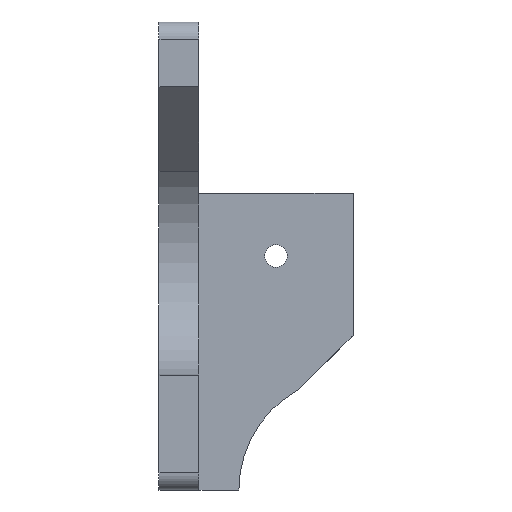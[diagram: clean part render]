
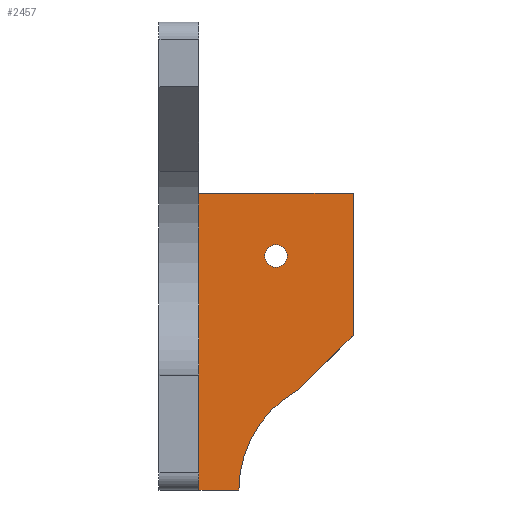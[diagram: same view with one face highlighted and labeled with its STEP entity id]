
A CAD part, left-side view. The second image highlights one B-rep face of the part: STEP entity #2457.
In plain terms, the highlighted planar face has unit normal (-1, 0, 0).
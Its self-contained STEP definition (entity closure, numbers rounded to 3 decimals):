
#111 = PLANE('',#112);
#112 = AXIS2_PLACEMENT_3D('',#113,#114,#115);
#113 = CARTESIAN_POINT('',(0.,3.,7.));
#114 = DIRECTION('',(0.,0.,1.));
#115 = DIRECTION('',(1.,0.,0.));
#273 = PLANE('',#274);
#274 = AXIS2_PLACEMENT_3D('',#275,#276,#277);
#275 = CARTESIAN_POINT('',(79.,0.,0.));
#276 = DIRECTION('',(0.,1.,0.));
#277 = DIRECTION('',(0.,0.,1.));
#796 = VERTEX_POINT('',#797);
#797 = CARTESIAN_POINT('',(27.5,0.,7.));
#818 = EDGE_CURVE('',#796,#819,#821,.T.);
#819 = VERTEX_POINT('',#820);
#820 = CARTESIAN_POINT('',(27.5,52.,7.));
#821 = SURFACE_CURVE('',#822,(#826,#833),.PCURVE_S1.);
#822 = LINE('',#823,#824);
#823 = CARTESIAN_POINT('',(27.5,0.,7.));
#824 = VECTOR('',#825,1.);
#825 = DIRECTION('',(0.,1.,0.));
#826 = PCURVE('',#111,#827);
#827 = DEFINITIONAL_REPRESENTATION('',(#828),#832);
#828 = LINE('',#829,#830);
#829 = CARTESIAN_POINT('',(27.5,-3.));
#830 = VECTOR('',#831,1.);
#831 = DIRECTION('',(0.,1.));
#832 = ( GEOMETRIC_REPRESENTATION_CONTEXT(2) 
PARAMETRIC_REPRESENTATION_CONTEXT() REPRESENTATION_CONTEXT('2D SPACE',''
  ) );
#833 = PCURVE('',#834,#839);
#834 = PLANE('',#835);
#835 = AXIS2_PLACEMENT_3D('',#836,#837,#838);
#836 = CARTESIAN_POINT('',(27.5,0.,7.));
#837 = DIRECTION('',(1.,0.,0.));
#838 = DIRECTION('',(0.,0.,1.));
#839 = DEFINITIONAL_REPRESENTATION('',(#840),#844);
#840 = LINE('',#841,#842);
#841 = CARTESIAN_POINT('',(0.,0.));
#842 = VECTOR('',#843,1.);
#843 = DIRECTION('',(0.,-1.));
#844 = ( GEOMETRIC_REPRESENTATION_CONTEXT(2) 
PARAMETRIC_REPRESENTATION_CONTEXT() REPRESENTATION_CONTEXT('2D SPACE',''
  ) );
#862 = PLANE('',#863);
#863 = AXIS2_PLACEMENT_3D('',#864,#865,#866);
#864 = CARTESIAN_POINT('',(27.5,52.,7.));
#865 = DIRECTION('',(0.,1.,0.));
#866 = DIRECTION('',(0.,0.,1.));
#1532 = EDGE_CURVE('',#796,#1533,#1535,.T.);
#1533 = VERTEX_POINT('',#1534);
#1534 = CARTESIAN_POINT('',(27.5,0.,14.));
#1535 = SURFACE_CURVE('',#1536,(#1540,#1547),.PCURVE_S1.);
#1536 = LINE('',#1537,#1538);
#1537 = CARTESIAN_POINT('',(27.5,0.,7.));
#1538 = VECTOR('',#1539,1.);
#1539 = DIRECTION('',(0.,0.,1.));
#1540 = PCURVE('',#273,#1541);
#1541 = DEFINITIONAL_REPRESENTATION('',(#1542),#1546);
#1542 = LINE('',#1543,#1544);
#1543 = CARTESIAN_POINT('',(7.,-51.5));
#1544 = VECTOR('',#1545,1.);
#1545 = DIRECTION('',(1.,0.));
#1546 = ( GEOMETRIC_REPRESENTATION_CONTEXT(2) 
PARAMETRIC_REPRESENTATION_CONTEXT() REPRESENTATION_CONTEXT('2D SPACE',''
  ) );
#1547 = PCURVE('',#834,#1548);
#1548 = DEFINITIONAL_REPRESENTATION('',(#1549),#1553);
#1549 = LINE('',#1550,#1551);
#1550 = CARTESIAN_POINT('',(0.,0.));
#1551 = VECTOR('',#1552,1.);
#1552 = DIRECTION('',(1.,0.));
#1553 = ( GEOMETRIC_REPRESENTATION_CONTEXT(2) 
PARAMETRIC_REPRESENTATION_CONTEXT() REPRESENTATION_CONTEXT('2D SPACE',''
  ) );
#1570 = CYLINDRICAL_SURFACE('',#1571,20.);
#1571 = AXIS2_PLACEMENT_3D('',#1572,#1573,#1574);
#1572 = CARTESIAN_POINT('',(26.5,0.,34.));
#1573 = DIRECTION('',(-1.,0.,0.));
#1574 = DIRECTION('',(0.,1.,0.));
#2101 = PLANE('',#2102);
#2102 = AXIS2_PLACEMENT_3D('',#2103,#2104,#2105);
#2103 = CARTESIAN_POINT('',(27.5,0.,34.));
#2104 = DIRECTION('',(0.,0.,1.));
#2105 = DIRECTION('',(1.,0.,0.));
#2128 = PLANE('',#2129);
#2129 = AXIS2_PLACEMENT_3D('',#2130,#2131,#2132);
#2130 = CARTESIAN_POINT('',(26.5,27.1,34.));
#2131 = DIRECTION('',(0.,0.707,-0.707)
  );
#2132 = DIRECTION('',(0.,-0.707,
    -0.707));
#2200 = EDGE_CURVE('',#819,#2201,#2203,.T.);
#2201 = VERTEX_POINT('',#2202);
#2202 = CARTESIAN_POINT('',(27.5,52.,34.));
#2203 = SURFACE_CURVE('',#2204,(#2208,#2215),.PCURVE_S1.);
#2204 = LINE('',#2205,#2206);
#2205 = CARTESIAN_POINT('',(27.5,52.,7.));
#2206 = VECTOR('',#2207,1.);
#2207 = DIRECTION('',(0.,0.,1.));
#2208 = PCURVE('',#862,#2209);
#2209 = DEFINITIONAL_REPRESENTATION('',(#2210),#2214);
#2210 = LINE('',#2211,#2212);
#2211 = CARTESIAN_POINT('',(0.,0.));
#2212 = VECTOR('',#2213,1.);
#2213 = DIRECTION('',(1.,0.));
#2214 = ( GEOMETRIC_REPRESENTATION_CONTEXT(2) 
PARAMETRIC_REPRESENTATION_CONTEXT() REPRESENTATION_CONTEXT('2D SPACE',''
  ) );
#2215 = PCURVE('',#834,#2216);
#2216 = DEFINITIONAL_REPRESENTATION('',(#2217),#2221);
#2217 = LINE('',#2218,#2219);
#2218 = CARTESIAN_POINT('',(0.,-52.));
#2219 = VECTOR('',#2220,1.);
#2220 = DIRECTION('',(1.,0.));
#2221 = ( GEOMETRIC_REPRESENTATION_CONTEXT(2) 
PARAMETRIC_REPRESENTATION_CONTEXT() REPRESENTATION_CONTEXT('2D SPACE',''
  ) );
#2457 = ADVANCED_FACE('',(#2458,#2533),#834,.F.);
#2458 = FACE_BOUND('',#2459,.F.);
#2459 = EDGE_LOOP('',(#2460,#2461,#2462,#2463,#2486,#2507));
#2460 = ORIENTED_EDGE('',*,*,#1532,.F.);
#2461 = ORIENTED_EDGE('',*,*,#818,.T.);
#2462 = ORIENTED_EDGE('',*,*,#2200,.T.);
#2463 = ORIENTED_EDGE('',*,*,#2464,.F.);
#2464 = EDGE_CURVE('',#2465,#2201,#2467,.T.);
#2465 = VERTEX_POINT('',#2466);
#2466 = CARTESIAN_POINT('',(27.5,27.1,34.));
#2467 = SURFACE_CURVE('',#2468,(#2472,#2479),.PCURVE_S1.);
#2468 = LINE('',#2469,#2470);
#2469 = CARTESIAN_POINT('',(27.5,0.,34.));
#2470 = VECTOR('',#2471,1.);
#2471 = DIRECTION('',(0.,1.,0.));
#2472 = PCURVE('',#834,#2473);
#2473 = DEFINITIONAL_REPRESENTATION('',(#2474),#2478);
#2474 = LINE('',#2475,#2476);
#2475 = CARTESIAN_POINT('',(27.,0.));
#2476 = VECTOR('',#2477,1.);
#2477 = DIRECTION('',(0.,-1.));
#2478 = ( GEOMETRIC_REPRESENTATION_CONTEXT(2) 
PARAMETRIC_REPRESENTATION_CONTEXT() REPRESENTATION_CONTEXT('2D SPACE',''
  ) );
#2479 = PCURVE('',#2101,#2480);
#2480 = DEFINITIONAL_REPRESENTATION('',(#2481),#2485);
#2481 = LINE('',#2482,#2483);
#2482 = CARTESIAN_POINT('',(0.,0.));
#2483 = VECTOR('',#2484,1.);
#2484 = DIRECTION('',(0.,1.));
#2485 = ( GEOMETRIC_REPRESENTATION_CONTEXT(2) 
PARAMETRIC_REPRESENTATION_CONTEXT() REPRESENTATION_CONTEXT('2D SPACE',''
  ) );
#2486 = ORIENTED_EDGE('',*,*,#2487,.F.);
#2487 = EDGE_CURVE('',#2488,#2465,#2490,.T.);
#2488 = VERTEX_POINT('',#2489);
#2489 = CARTESIAN_POINT('',(27.5,17.599,24.499));
#2490 = SURFACE_CURVE('',#2491,(#2495,#2501),.PCURVE_S1.);
#2491 = LINE('',#2492,#2493);
#2492 = CARTESIAN_POINT('',(27.5,13.575,20.475));
#2493 = VECTOR('',#2494,1.);
#2494 = DIRECTION('',(-0.,0.707,0.707));
#2495 = PCURVE('',#834,#2496);
#2496 = DEFINITIONAL_REPRESENTATION('',(#2497),#2500);
#2497 = B_SPLINE_CURVE_WITH_KNOTS('',1,(#2498,#2499),.UNSPECIFIED.,.F.,
  .F.,(2,2),(4.347,20.471),.PIECEWISE_BEZIER_KNOTS.);
#2498 = CARTESIAN_POINT('',(16.549,-16.649));
#2499 = CARTESIAN_POINT('',(27.95,-28.05));
#2500 = ( GEOMETRIC_REPRESENTATION_CONTEXT(2) 
PARAMETRIC_REPRESENTATION_CONTEXT() REPRESENTATION_CONTEXT('2D SPACE',''
  ) );
#2501 = PCURVE('',#2128,#2502);
#2502 = DEFINITIONAL_REPRESENTATION('',(#2503),#2506);
#2503 = B_SPLINE_CURVE_WITH_KNOTS('',1,(#2504,#2505),.UNSPECIFIED.,.F.,
  .F.,(2,2),(4.347,20.471),.PIECEWISE_BEZIER_KNOTS.);
#2504 = CARTESIAN_POINT('',(14.78,-1.));
#2505 = CARTESIAN_POINT('',(-1.344,-1.));
#2506 = ( GEOMETRIC_REPRESENTATION_CONTEXT(2) 
PARAMETRIC_REPRESENTATION_CONTEXT() REPRESENTATION_CONTEXT('2D SPACE',''
  ) );
#2507 = ORIENTED_EDGE('',*,*,#2508,.T.);
#2508 = EDGE_CURVE('',#2488,#1533,#2509,.T.);
#2509 = SURFACE_CURVE('',#2510,(#2515,#2526),.PCURVE_S1.);
#2510 = CIRCLE('',#2511,20.);
#2511 = AXIS2_PLACEMENT_3D('',#2512,#2513,#2514);
#2512 = CARTESIAN_POINT('',(27.5,0.,34.));
#2513 = DIRECTION('',(-1.,0.,0.));
#2514 = DIRECTION('',(0.,1.,0.));
#2515 = PCURVE('',#834,#2516);
#2516 = DEFINITIONAL_REPRESENTATION('',(#2517),#2525);
#2517 = ( BOUNDED_CURVE() B_SPLINE_CURVE(2,(#2518,#2519,#2520,#2521,
#2522,#2523,#2524),.UNSPECIFIED.,.T.,.F.) B_SPLINE_CURVE_WITH_KNOTS((1,2
    ,2,2,2,1),(-2.094,0.,2.094,4.189,
6.283,8.378),.UNSPECIFIED.) CURVE() 
GEOMETRIC_REPRESENTATION_ITEM() RATIONAL_B_SPLINE_CURVE((1.,0.5,1.,0.5,
1.,0.5,1.)) REPRESENTATION_ITEM('') );
#2518 = CARTESIAN_POINT('',(27.,-20.));
#2519 = CARTESIAN_POINT('',(-7.641,-20.));
#2520 = CARTESIAN_POINT('',(9.679,10.));
#2521 = CARTESIAN_POINT('',(27.,40.));
#2522 = CARTESIAN_POINT('',(44.321,10.));
#2523 = CARTESIAN_POINT('',(61.641,-20.));
#2524 = CARTESIAN_POINT('',(27.,-20.));
#2525 = ( GEOMETRIC_REPRESENTATION_CONTEXT(2) 
PARAMETRIC_REPRESENTATION_CONTEXT() REPRESENTATION_CONTEXT('2D SPACE',''
  ) );
#2526 = PCURVE('',#1570,#2527);
#2527 = DEFINITIONAL_REPRESENTATION('',(#2528),#2532);
#2528 = LINE('',#2529,#2530);
#2529 = CARTESIAN_POINT('',(-6.283,-1.));
#2530 = VECTOR('',#2531,1.);
#2531 = DIRECTION('',(1.,-0.));
#2532 = ( GEOMETRIC_REPRESENTATION_CONTEXT(2) 
PARAMETRIC_REPRESENTATION_CONTEXT() REPRESENTATION_CONTEXT('2D SPACE',''
  ) );
#2533 = FACE_BOUND('',#2534,.F.);
#2534 = EDGE_LOOP('',(#2535));
#2535 = ORIENTED_EDGE('',*,*,#2536,.F.);
#2536 = EDGE_CURVE('',#2537,#2537,#2539,.T.);
#2537 = VERTEX_POINT('',#2538);
#2538 = CARTESIAN_POINT('',(27.5,41.,18.5));
#2539 = SURFACE_CURVE('',#2540,(#2545,#2552),.PCURVE_S1.);
#2540 = CIRCLE('',#2541,2.);
#2541 = AXIS2_PLACEMENT_3D('',#2542,#2543,#2544);
#2542 = CARTESIAN_POINT('',(27.5,41.,20.5));
#2543 = DIRECTION('',(1.,0.,0.));
#2544 = DIRECTION('',(0.,0.,-1.));
#2545 = PCURVE('',#834,#2546);
#2546 = DEFINITIONAL_REPRESENTATION('',(#2547),#2551);
#2547 = CIRCLE('',#2548,2.);
#2548 = AXIS2_PLACEMENT_2D('',#2549,#2550);
#2549 = CARTESIAN_POINT('',(13.5,-41.));
#2550 = DIRECTION('',(-1.,0.));
#2551 = ( GEOMETRIC_REPRESENTATION_CONTEXT(2) 
PARAMETRIC_REPRESENTATION_CONTEXT() REPRESENTATION_CONTEXT('2D SPACE',''
  ) );
#2552 = PCURVE('',#2553,#2558);
#2553 = CYLINDRICAL_SURFACE('',#2554,2.);
#2554 = AXIS2_PLACEMENT_3D('',#2555,#2556,#2557);
#2555 = CARTESIAN_POINT('',(26.5,41.,20.5));
#2556 = DIRECTION('',(1.,0.,0.));
#2557 = DIRECTION('',(0.,0.,-1.));
#2558 = DEFINITIONAL_REPRESENTATION('',(#2559),#2563);
#2559 = LINE('',#2560,#2561);
#2560 = CARTESIAN_POINT('',(0.,1.));
#2561 = VECTOR('',#2562,1.);
#2562 = DIRECTION('',(1.,0.));
#2563 = ( GEOMETRIC_REPRESENTATION_CONTEXT(2) 
PARAMETRIC_REPRESENTATION_CONTEXT() REPRESENTATION_CONTEXT('2D SPACE',''
  ) );
